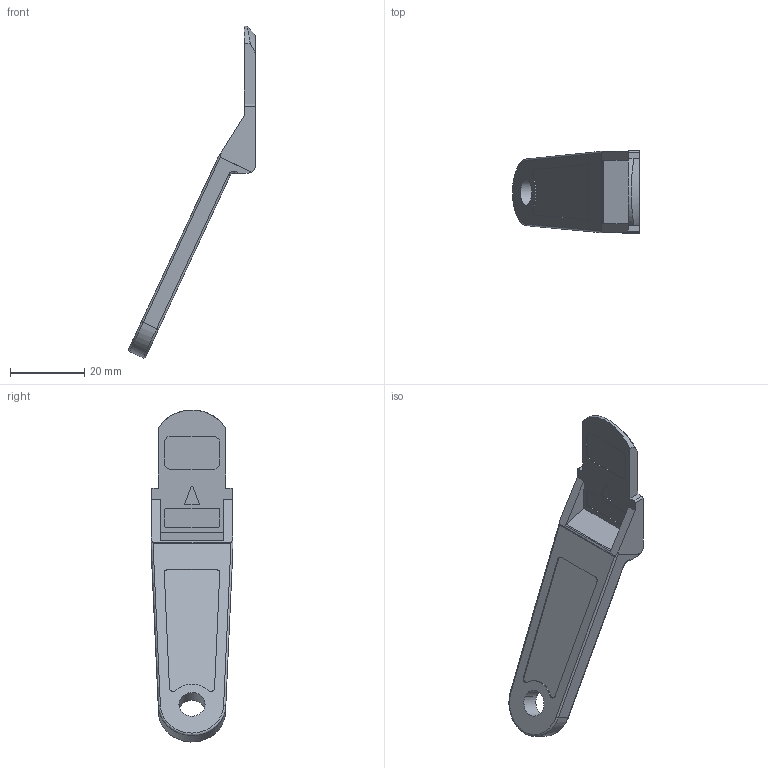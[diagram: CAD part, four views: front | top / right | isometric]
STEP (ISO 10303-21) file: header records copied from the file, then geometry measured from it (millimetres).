
FILE_DESCRIPTION((''),'2;1');
FILE_NAME('','2005-10-12T11:41:14',(''),(''),'','CADfix','');
FILE_SCHEMA(('AUTOMOTIVE_DESIGN'));
Length unit declared in the file: millimetre
Products named in the file (1): key_handle
Bounding box: 34.11 x 22 x 89.17 mm (x, y, z)
Volume: 7978 mm3; surface area: 4870.1 mm2
Topology: 1 solids, 1 shells, 72 faces, 196 edges, 130 vertices
Faces by surface type: bspline 72
Entity records: 2461 total; most frequent: CARTESIAN_POINT 1333, ORIENTED_EDGE 392, EDGE_CURVE 196, VERTEX_POINT 130, QUASI_UNIFORM_CURVE 115, EDGE_LOOP 78, FACE_OUTER_BOUND 72, ADVANCED_FACE 72
